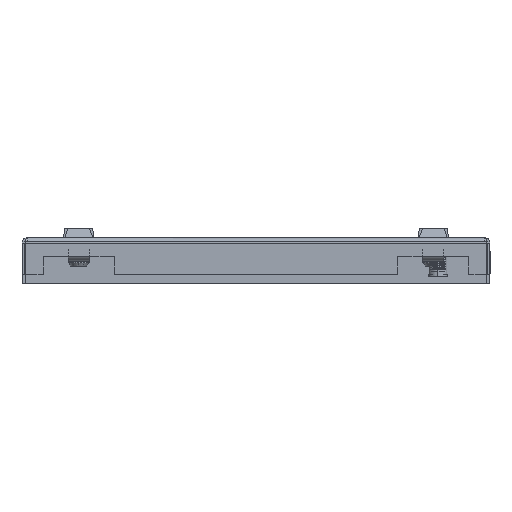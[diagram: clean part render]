
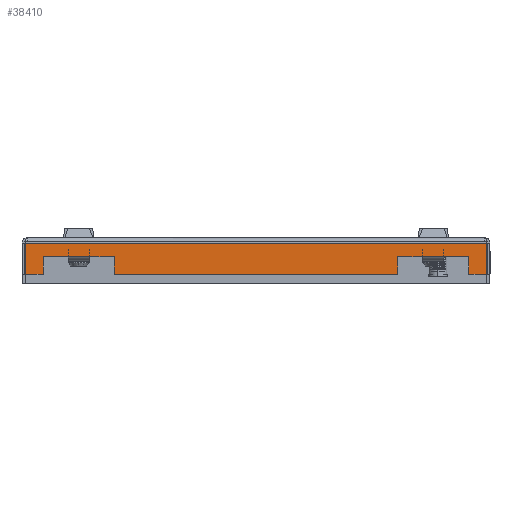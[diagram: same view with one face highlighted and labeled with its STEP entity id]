
A CAD part, left-side view. The second image highlights one B-rep face of the part: STEP entity #38410.
In plain terms, the highlighted planar face has unit normal (-1, 0, 0).
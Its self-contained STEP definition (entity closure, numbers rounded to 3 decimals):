
#5416 = EDGE_LOOP ( 'NONE', ( #88284, #88285, #88286, #88287, #88288, #88289, #88290, #88291, #88292, #88293, #88294, #88295 ) ) ;
#11459 = AXIS2_PLACEMENT_3D ( 'NONE', #68123, #68125, #68126 ) ;
#27289 = VERTEX_POINT ( 'NONE', #94898 ) ;
#27294 = VERTEX_POINT ( 'NONE', #94896 ) ;
#27302 = VERTEX_POINT ( 'NONE', #94893 ) ;
#27308 = VERTEX_POINT ( 'NONE', #94890 ) ;
#27314 = VERTEX_POINT ( 'NONE', #94888 ) ;
#27318 = VERTEX_POINT ( 'NONE', #94886 ) ;
#27322 = VERTEX_POINT ( 'NONE', #94884 ) ;
#27328 = VERTEX_POINT ( 'NONE', #94882 ) ;
#27334 = VERTEX_POINT ( 'NONE', #94879 ) ;
#27339 = VERTEX_POINT ( 'NONE', #94877 ) ;
#27377 = VERTEX_POINT ( 'NONE', #94862 ) ;
#27428 = VERTEX_POINT ( 'NONE', #94841 ) ;
#38410 = ADVANCED_FACE ( 'NONE', ( #93637 ), #68110, .F. ) ;
#66006 = EDGE_CURVE ( 'NONE', #27318, #27314, #82164, .T. ) ;
#66009 = EDGE_CURVE ( 'NONE', #27308, #27302, #82170, .T. ) ;
#66020 = EDGE_CURVE ( 'NONE', #27328, #27322, #82192, .T. ) ;
#66023 = EDGE_CURVE ( 'NONE', #27294, #27289, #82196, .T. ) ;
#66045 = EDGE_CURVE ( 'NONE', #27377, #27428, #82240, .T. ) ;
#66061 = EDGE_CURVE ( 'NONE', #27302, #27294, #82264, .T. ) ;
#66063 = EDGE_CURVE ( 'NONE', #27322, #27318, #82276, .T. ) ;
#66067 = EDGE_CURVE ( 'NONE', #27339, #27334, #82272, .T. ) ;
#66069 = EDGE_CURVE ( 'NONE', #27334, #27328, #82286, .T. ) ;
#66071 = EDGE_CURVE ( 'NONE', #27428, #27289, #82290, .T. ) ;
#66093 = EDGE_CURVE ( 'NONE', #27314, #27308, #82330, .T. ) ;
#66096 = EDGE_CURVE ( 'NONE', #27377, #27339, #82318, .T. ) ;
#68110 = PLANE ( 'NONE',  #11459 ) ;
#68123 = CARTESIAN_POINT ( 'NONE',  ( -332.5, -98., 0. ) ) ;
#68125 = DIRECTION ( 'NONE',  ( 1., 0., 0. ) ) ;
#68126 = DIRECTION ( 'NONE',  ( 0., 1., 0. ) ) ;
#81805 = CARTESIAN_POINT ( 'NONE',  ( -332.5, -98., -14. ) ) ;
#81811 = DIRECTION ( 'NONE',  ( 0., -1., 0. ) ) ;
#81812 = CARTESIAN_POINT ( 'NONE',  ( -332.5, -90., -6.5 ) ) ;
#81817 = DIRECTION ( 'NONE',  ( 0., -1., 0. ) ) ;
#81848 = CARTESIAN_POINT ( 'NONE',  ( -332.5, -98., -14. ) ) ;
#81852 = CARTESIAN_POINT ( 'NONE',  ( -332.5, 90., -6.5 ) ) ;
#81853 = DIRECTION ( 'NONE',  ( 0., -1., 0. ) ) ;
#81859 = DIRECTION ( 'NONE',  ( 0., -1., 0. ) ) ;
#81910 = CARTESIAN_POINT ( 'NONE',  ( -332.5, 196.01, -0.75 ) ) ;
#81911 = DIRECTION ( 'NONE',  ( 0., -1., 0. ) ) ;
#81932 = CARTESIAN_POINT ( 'NONE',  ( -332.5, -90., -14. ) ) ;
#81942 = DIRECTION ( 'NONE',  ( 0., 0., -1. ) ) ;
#81945 = CARTESIAN_POINT ( 'NONE',  ( -332.5, 60., -14. ) ) ;
#81946 = DIRECTION ( 'NONE',  ( 0., 0., -1. ) ) ;
#81957 = CARTESIAN_POINT ( 'NONE',  ( -332.5, -98., -14. ) ) ;
#81958 = DIRECTION ( 'NONE',  ( 0., -1., 0. ) ) ;
#81961 = CARTESIAN_POINT ( 'NONE',  ( -332.5, 90., -14. ) ) ;
#81962 = DIRECTION ( 'NONE',  ( 0., 0., 1. ) ) ;
#81965 = CARTESIAN_POINT ( 'NONE',  ( -332.5, -97.999, 195.701 ) ) ;
#81966 = DIRECTION ( 'NONE',  ( 0., 0., -1. ) ) ;
#81999 = CARTESIAN_POINT ( 'NONE',  ( -332.5, 97.999, 195.697 ) ) ;
#82026 = CARTESIAN_POINT ( 'NONE',  ( -332.5, -60., -14. ) ) ;
#82027 = DIRECTION ( 'NONE',  ( 0., 0., 1. ) ) ;
#82033 = DIRECTION ( 'NONE',  ( 0., 0., -1. ) ) ;
#82164 = LINE ( 'NONE', #81805, #82169 ) ;
#82169 = VECTOR ( 'NONE', #81811, 1000. ) ;
#82170 = LINE ( 'NONE', #81812, #82175 ) ;
#82175 = VECTOR ( 'NONE', #81817, 1000. ) ;
#82192 = LINE ( 'NONE', #81852, #82195 ) ;
#82195 = VECTOR ( 'NONE', #81853, 1000. ) ;
#82196 = LINE ( 'NONE', #81848, #82201 ) ;
#82201 = VECTOR ( 'NONE', #81859, 1000. ) ;
#82240 = LINE ( 'NONE', #81910, #82243 ) ;
#82243 = VECTOR ( 'NONE', #81911, 1000. ) ;
#82264 = LINE ( 'NONE', #81932, #82275 ) ;
#82272 = LINE ( 'NONE', #81957, #82285 ) ;
#82275 = VECTOR ( 'NONE', #81942, 1000. ) ;
#82276 = LINE ( 'NONE', #81945, #82279 ) ;
#82279 = VECTOR ( 'NONE', #81946, 1000. ) ;
#82285 = VECTOR ( 'NONE', #81958, 1000. ) ;
#82286 = LINE ( 'NONE', #81961, #82289 ) ;
#82289 = VECTOR ( 'NONE', #81962, 1000. ) ;
#82290 = LINE ( 'NONE', #81965, #82293 ) ;
#82293 = VECTOR ( 'NONE', #81966, 1000. ) ;
#82318 = LINE ( 'NONE', #81999, #82339 ) ;
#82330 = LINE ( 'NONE', #82026, #82333 ) ;
#82333 = VECTOR ( 'NONE', #82027, 1000. ) ;
#82339 = VECTOR ( 'NONE', #82033, 1000. ) ;
#88284 = ORIENTED_EDGE ( 'NONE', *, *, #66045, .F. ) ;
#88285 = ORIENTED_EDGE ( 'NONE', *, *, #66096, .T. ) ;
#88286 = ORIENTED_EDGE ( 'NONE', *, *, #66067, .T. ) ;
#88287 = ORIENTED_EDGE ( 'NONE', *, *, #66069, .T. ) ;
#88288 = ORIENTED_EDGE ( 'NONE', *, *, #66020, .T. ) ;
#88289 = ORIENTED_EDGE ( 'NONE', *, *, #66063, .T. ) ;
#88290 = ORIENTED_EDGE ( 'NONE', *, *, #66006, .T. ) ;
#88291 = ORIENTED_EDGE ( 'NONE', *, *, #66093, .T. ) ;
#88292 = ORIENTED_EDGE ( 'NONE', *, *, #66009, .T. ) ;
#88293 = ORIENTED_EDGE ( 'NONE', *, *, #66061, .T. ) ;
#88294 = ORIENTED_EDGE ( 'NONE', *, *, #66023, .T. ) ;
#88295 = ORIENTED_EDGE ( 'NONE', *, *, #66071, .F. ) ;
#93637 = FACE_OUTER_BOUND ( 'NONE', #5416, .T. ) ;
#94841 = CARTESIAN_POINT ( 'NONE',  ( -332.5, -98., -0.75 ) ) ;
#94862 = CARTESIAN_POINT ( 'NONE',  ( -332.5, 98., -0.75 ) ) ;
#94877 = CARTESIAN_POINT ( 'NONE',  ( -332.5, 98., -14. ) ) ;
#94879 = CARTESIAN_POINT ( 'NONE',  ( -332.5, 90., -14. ) ) ;
#94882 = CARTESIAN_POINT ( 'NONE',  ( -332.5, 90., -6.5 ) ) ;
#94884 = CARTESIAN_POINT ( 'NONE',  ( -332.5, 60., -6.5 ) ) ;
#94886 = CARTESIAN_POINT ( 'NONE',  ( -332.5, 60., -14. ) ) ;
#94888 = CARTESIAN_POINT ( 'NONE',  ( -332.5, -60., -14. ) ) ;
#94890 = CARTESIAN_POINT ( 'NONE',  ( -332.5, -60., -6.5 ) ) ;
#94893 = CARTESIAN_POINT ( 'NONE',  ( -332.5, -90., -6.5 ) ) ;
#94896 = CARTESIAN_POINT ( 'NONE',  ( -332.5, -90., -14. ) ) ;
#94898 = CARTESIAN_POINT ( 'NONE',  ( -332.5, -98., -14. ) ) ;
